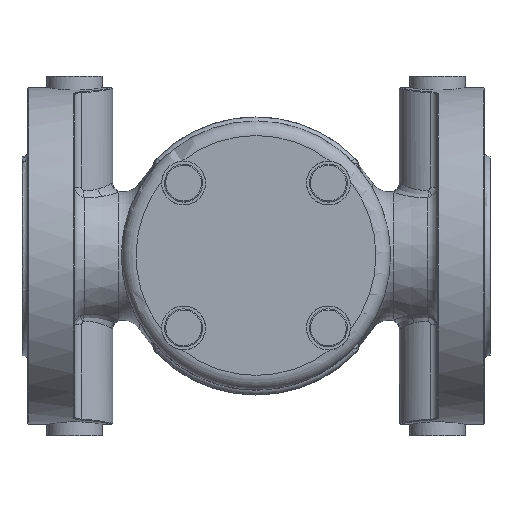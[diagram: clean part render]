
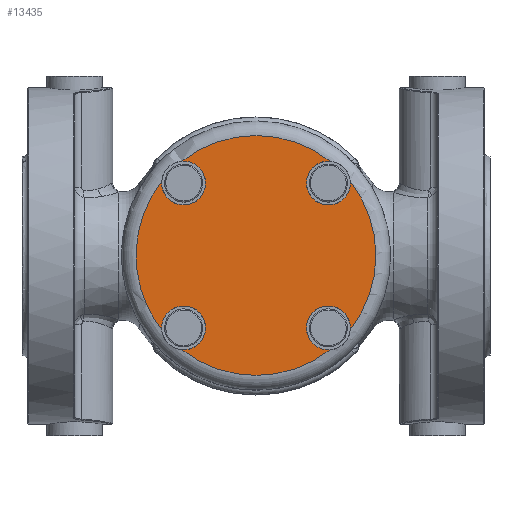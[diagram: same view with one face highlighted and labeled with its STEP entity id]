
A CAD part, top view. The second image highlights one B-rep face of the part: STEP entity #13435.
In plain terms, the highlighted planar face has unit normal (0, 0, 1).
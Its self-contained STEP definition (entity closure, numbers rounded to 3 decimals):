
#2761=PLANE('',#14471);
#3636=FACE_OUTER_BOUND('',#4510,.T.);
#4510=EDGE_LOOP('',(#12515,#12516,#12517,#12518,#12519,#12520,#12521,#12522));
#5082=CIRCLE('',#14461,7.5);
#5083=CIRCLE('',#14463,7.5);
#5084=CIRCLE('',#14465,7.5);
#5085=CIRCLE('',#14467,41.);
#5086=CIRCLE('',#14468,41.);
#5087=CIRCLE('',#14469,41.);
#5088=CIRCLE('',#14470,41.);
#5089=CIRCLE('',#14472,7.5);
#6426=VERTEX_POINT('',#42670);
#6427=VERTEX_POINT('',#42671);
#6428=VERTEX_POINT('',#42696);
#6429=VERTEX_POINT('',#42697);
#6430=VERTEX_POINT('',#42722);
#6431=VERTEX_POINT('',#42723);
#6432=VERTEX_POINT('',#42749);
#6433=VERTEX_POINT('',#42751);
#8458=EDGE_CURVE('',#6426,#6427,#5082,.T.);
#8460=EDGE_CURVE('',#6428,#6429,#5083,.T.);
#8462=EDGE_CURVE('',#6430,#6431,#5084,.T.);
#8464=EDGE_CURVE('',#6429,#6430,#5085,.T.);
#8465=EDGE_CURVE('',#6431,#6432,#5086,.T.);
#8467=EDGE_CURVE('',#6433,#6426,#5087,.T.);
#8468=EDGE_CURVE('',#6427,#6428,#5088,.T.);
#8469=EDGE_CURVE('',#6433,#6432,#5089,.T.);
#12515=ORIENTED_EDGE('',*,*,#8462,.F.);
#12516=ORIENTED_EDGE('',*,*,#8464,.F.);
#12517=ORIENTED_EDGE('',*,*,#8460,.F.);
#12518=ORIENTED_EDGE('',*,*,#8468,.F.);
#12519=ORIENTED_EDGE('',*,*,#8458,.F.);
#12520=ORIENTED_EDGE('',*,*,#8467,.F.);
#12521=ORIENTED_EDGE('',*,*,#8469,.T.);
#12522=ORIENTED_EDGE('',*,*,#8465,.F.);
#13435=ADVANCED_FACE('',(#3636),#2761,.F.);
#14461=AXIS2_PLACEMENT_3D('',#42672,#17085,#17086);
#14463=AXIS2_PLACEMENT_3D('',#42698,#17089,#17090);
#14465=AXIS2_PLACEMENT_3D('',#42724,#17093,#17094);
#14467=AXIS2_PLACEMENT_3D('',#42748,#17097,#17098);
#14468=AXIS2_PLACEMENT_3D('',#42750,#17099,#17100);
#14469=AXIS2_PLACEMENT_3D('',#42774,#17101,#17102);
#14470=AXIS2_PLACEMENT_3D('',#42775,#17103,#17104);
#14471=AXIS2_PLACEMENT_3D('',#42776,#17105,#17106);
#14472=AXIS2_PLACEMENT_3D('',#42777,#17107,#17108);
#17085=DIRECTION('center_axis',(0.,0.,1.));
#17086=DIRECTION('ref_axis',(0.08,-0.997,0.));
#17089=DIRECTION('center_axis',(0.,0.,1.));
#17090=DIRECTION('ref_axis',(-0.997,-0.08,0.));
#17093=DIRECTION('center_axis',(0.,0.,1.));
#17094=DIRECTION('ref_axis',(0.282,-0.96,0.));
#17097=DIRECTION('center_axis',(0.,0.,-1.));
#17098=DIRECTION('ref_axis',(-0.786,0.618,0.));
#17099=DIRECTION('center_axis',(0.,0.,-1.));
#17100=DIRECTION('ref_axis',(0.618,0.786,0.));
#17101=DIRECTION('center_axis',(0.,0.,-1.));
#17102=DIRECTION('ref_axis',(0.786,-0.618,0.));
#17103=DIRECTION('center_axis',(0.,0.,-1.));
#17104=DIRECTION('ref_axis',(-0.618,-0.786,0.));
#17105=DIRECTION('center_axis',(0.,0.,-1.));
#17106=DIRECTION('ref_axis',(0.,-1.,0.));
#17107=DIRECTION('center_axis',(0.,0.,-1.));
#17108=DIRECTION('ref_axis',(-0.96,-0.282,0.));
#42670=CARTESIAN_POINT('',(-12.775,-10.851,216.219));
#42671=CARTESIAN_POINT('',(-19.651,-17.727,216.219));
#42672=CARTESIAN_POINT('Origin',(-20.251,-10.251,216.219));
#42696=CARTESIAN_POINT('',(-70.349,-17.727,216.219));
#42697=CARTESIAN_POINT('',(-77.225,-10.851,216.219));
#42698=CARTESIAN_POINT('Origin',(-69.749,-10.251,216.219));
#42722=CARTESIAN_POINT('',(-77.225,39.846,216.219));
#42723=CARTESIAN_POINT('',(-70.349,46.722,216.219));
#42724=CARTESIAN_POINT('Origin',(-69.749,39.246,216.219));
#42748=CARTESIAN_POINT('Origin',(-45.,14.497,216.219));
#42749=CARTESIAN_POINT('',(-19.651,46.722,216.219));
#42750=CARTESIAN_POINT('Origin',(-45.,14.497,216.219));
#42751=CARTESIAN_POINT('',(-12.775,39.846,216.219));
#42774=CARTESIAN_POINT('Origin',(-45.,14.497,216.219));
#42775=CARTESIAN_POINT('Origin',(-45.,14.497,216.219));
#42776=CARTESIAN_POINT('Origin',(-12.473,47.024,216.219));
#42777=CARTESIAN_POINT('Origin',(-20.251,39.246,216.219));
